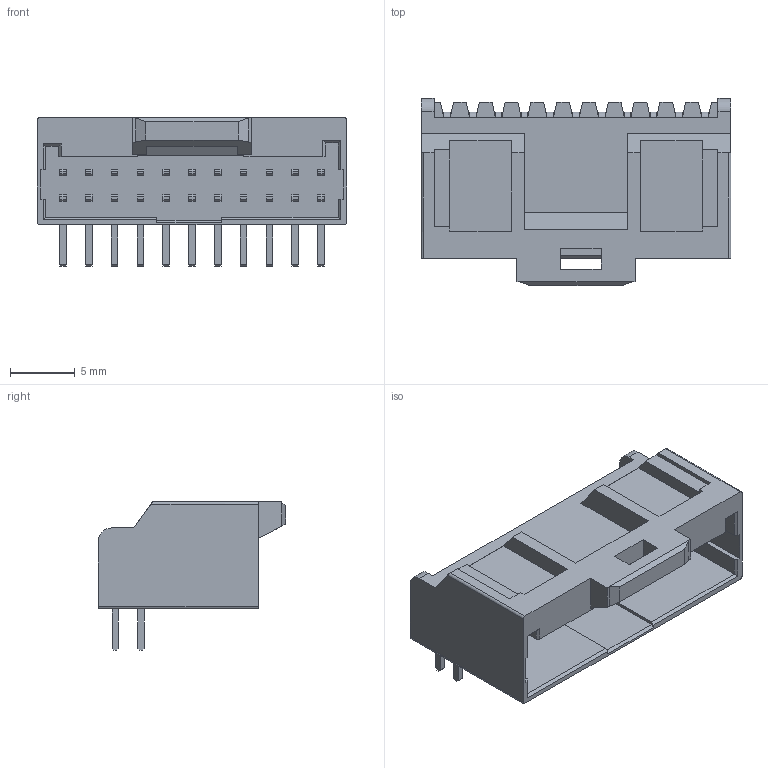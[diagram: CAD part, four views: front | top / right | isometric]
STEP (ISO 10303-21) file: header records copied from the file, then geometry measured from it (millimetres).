
FILE_DESCRIPTION (( 'STEP AP214' ), '1' );
FILE_NAME ('CONN-TH_22P-P2.00_5018762240.step', '2022-08-03T16:00:13', ( '' ), ( '' ), 'SwSTEP 2.0', 'SolidWorks 2020', '' );
FILE_SCHEMA (( 'AUTOMOTIVE_DESIGN' ));
Length unit declared in the file: millimetre
Products named in the file (1): CONN-TH_22P-P2.00_5018762240
Bounding box: 24 x 14.5 x 11.5 mm (x, y, z)
Volume: 1044.2 mm3; surface area: 2192.7 mm2
Topology: 14 solids, 14 shells, 787 faces, 2248 edges, 1496 vertices
Faces by surface type: plane 645, bspline 114, cylinder 28
Entity records: 33036 total; most frequent: CARTESIAN_POINT 6900, ORIENTED_EDGE 4496, DIRECTION 3416, EDGE_CURVE 2248, VECTOR 1960, LINE 1960, VERTEX_POINT 1496, EDGE_LOOP 852
